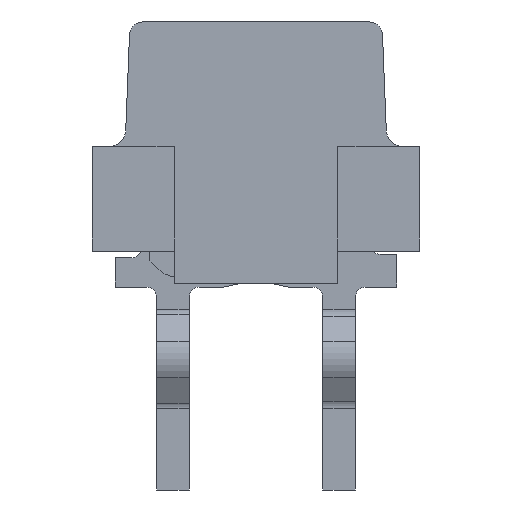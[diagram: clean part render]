
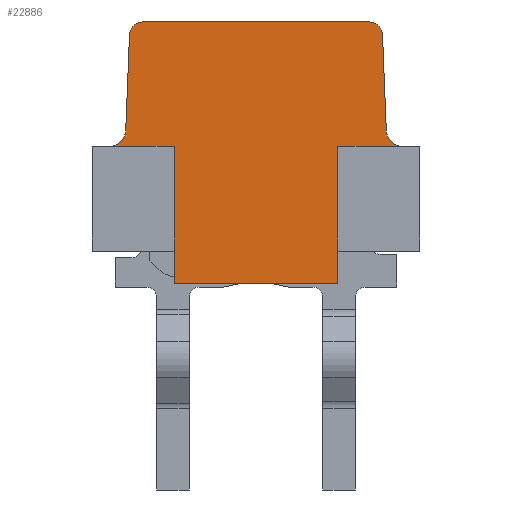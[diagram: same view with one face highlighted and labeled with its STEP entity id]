
A CAD part, left-side view. The second image highlights one B-rep face of the part: STEP entity #22886.
In plain terms, the highlighted planar face has unit normal (-1, 0, 0).
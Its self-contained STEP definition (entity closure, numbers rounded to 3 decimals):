
#4455=DIRECTION('',(0.,0.,-1.));
#4456=VECTOR('',#4455,0.5);
#4457=CARTESIAN_POINT('',(-7.84,1.25,-3.5));
#4458=LINE('',#4457,#4456);
#4663=DIRECTION('',(0.,-1.,0.));
#4664=VECTOR('',#4663,2.5);
#4665=CARTESIAN_POINT('',(-7.84,1.25,-4.));
#4666=LINE('',#4665,#4664);
#5751=DIRECTION('',(0.,0.,-1.));
#5752=VECTOR('',#5751,0.5);
#5753=CARTESIAN_POINT('',(-7.84,-1.25,-3.5));
#5754=LINE('',#5753,#5752);
#5899=CARTESIAN_POINT('',(-7.84,1.733,-0.2));
#5900=DIRECTION('',(-1.,0.,0.));
#5901=DIRECTION('',(0.,0.,1.));
#5902=AXIS2_PLACEMENT_3D('',#5899,#5900,#5901);
#5904=DIRECTION('',(0.,1.,0.));
#5905=VECTOR('',#5904,3.465);
#5906=CARTESIAN_POINT('',(-7.84,-1.733,0.));
#5907=LINE('',#5906,#5905);
#5908=CARTESIAN_POINT('',(-7.84,-1.733,-0.2));
#5909=DIRECTION('',(-1.,0.,0.));
#5910=DIRECTION('',(0.,-0.999,0.039));
#5911=AXIS2_PLACEMENT_3D('',#5908,#5909,#5910);
#5913=DIRECTION('',(0.,0.039,0.999));
#5914=VECTOR('',#5913,1.469);
#5915=CARTESIAN_POINT('',(-7.84,-1.991,-1.66));
#5916=LINE('',#5915,#5914);
#5917=DIRECTION('',(0.,1.,0.));
#5918=VECTOR('',#5917,0.99);
#5919=CARTESIAN_POINT('',(-7.84,-2.24,-1.9));
#5920=LINE('',#5919,#5918);
#5921=DIRECTION('',(0.,0.,-1.));
#5922=VECTOR('',#5921,1.6);
#5923=CARTESIAN_POINT('',(-7.84,-1.25,-1.9));
#5924=LINE('',#5923,#5922);
#5925=DIRECTION('',(0.,1.,0.));
#5926=VECTOR('',#5925,0.99);
#5927=CARTESIAN_POINT('',(-7.84,1.25,-1.9));
#5928=LINE('',#5927,#5926);
#5929=DIRECTION('',(0.,0.039,-0.999));
#5930=VECTOR('',#5929,1.469);
#5931=CARTESIAN_POINT('',(-7.84,1.933,-0.192));
#5932=LINE('',#5931,#5930);
#5979=CARTESIAN_POINT('',(-7.84,2.24,-1.65));
#5980=DIRECTION('',(1.,0.,0.));
#5981=DIRECTION('',(0.,-0.999,-0.039));
#5982=AXIS2_PLACEMENT_3D('',#5979,#5980,#5981);
#6042=CARTESIAN_POINT('',(-7.84,-2.24,-1.65));
#6043=DIRECTION('',(1.,0.,0.));
#6044=DIRECTION('',(0.,0.,-1.));
#6045=AXIS2_PLACEMENT_3D('',#6042,#6043,#6044);
#6091=DIRECTION('',(0.,0.,-1.));
#6092=VECTOR('',#6091,1.6);
#6093=CARTESIAN_POINT('',(-7.84,1.25,-1.9));
#6094=LINE('',#6093,#6092);
#12519=CARTESIAN_POINT('',(-7.84,1.25,-4.));
#12520=CARTESIAN_POINT('',(-7.84,-1.25,-4.));
#12521=VERTEX_POINT('',#12519);
#12522=VERTEX_POINT('',#12520);
#15136=CARTESIAN_POINT('',(-7.84,-1.25,-3.5));
#15138=VERTEX_POINT('',#15136);
#15140=CARTESIAN_POINT('',(-7.84,1.25,-3.5));
#15142=VERTEX_POINT('',#15140);
#15159=CARTESIAN_POINT('',(-7.84,-1.25,-1.9));
#15160=VERTEX_POINT('',#15159);
#15161=CARTESIAN_POINT('',(-7.84,1.25,-1.9));
#15162=VERTEX_POINT('',#15161);
#15168=CARTESIAN_POINT('',(-7.84,-1.991,-1.66));
#15170=VERTEX_POINT('',#15168);
#15172=CARTESIAN_POINT('',(-7.84,-2.24,-1.9));
#15174=VERTEX_POINT('',#15172);
#15175=CARTESIAN_POINT('',(-7.84,1.991,-1.66));
#15177=VERTEX_POINT('',#15175);
#15179=CARTESIAN_POINT('',(-7.84,2.24,-1.9));
#15181=VERTEX_POINT('',#15179);
#15187=CARTESIAN_POINT('',(-7.84,1.733,0.));
#15188=VERTEX_POINT('',#15187);
#15189=CARTESIAN_POINT('',(-7.84,1.933,-0.192));
#15190=VERTEX_POINT('',#15189);
#15195=CARTESIAN_POINT('',(-7.84,-1.933,-0.192));
#15196=VERTEX_POINT('',#15195);
#15197=CARTESIAN_POINT('',(-7.84,-1.733,0.));
#15198=VERTEX_POINT('',#15197);
#22855=CARTESIAN_POINT('',(-7.84,0.,-4.));
#22856=DIRECTION('',(-1.,0.,0.));
#22857=DIRECTION('',(0.,-1.,0.));
#22858=AXIS2_PLACEMENT_3D('',#22855,#22856,#22857);
#22859=PLANE('',#22858);
#22861=ORIENTED_EDGE('',*,*,#22860,.F.);
#22862=ORIENTED_EDGE('',*,*,#16943,.F.);
#22864=ORIENTED_EDGE('',*,*,#22863,.F.);
#22866=ORIENTED_EDGE('',*,*,#22865,.F.);
#22868=ORIENTED_EDGE('',*,*,#22867,.F.);
#22870=ORIENTED_EDGE('',*,*,#22869,.T.);
#22872=ORIENTED_EDGE('',*,*,#22871,.T.);
#22873=ORIENTED_EDGE('',*,*,#22670,.T.);
#22874=ORIENTED_EDGE('',*,*,#21289,.F.);
#22875=ORIENTED_EDGE('',*,*,#21047,.F.);
#22877=ORIENTED_EDGE('',*,*,#22876,.F.);
#22879=ORIENTED_EDGE('',*,*,#22878,.T.);
#22881=ORIENTED_EDGE('',*,*,#22880,.F.);
#22883=ORIENTED_EDGE('',*,*,#22882,.F.);
#22884=EDGE_LOOP('',(#22861,#22862,#22864,#22866,#22868,#22870,#22872,#22873,
#22874,#22875,#22877,#22879,#22881,#22883));
#22885=FACE_OUTER_BOUND('',#22884,.F.);
#5903=CIRCLE('',#5902,0.2);
#5912=CIRCLE('',#5911,0.2);
#5983=CIRCLE('',#5982,0.25);
#6046=CIRCLE('',#6045,0.25);
#16943=EDGE_CURVE('',#15198,#15188,#5907,.T.);
#21047=EDGE_CURVE('',#15142,#12521,#4458,.T.);
#21289=EDGE_CURVE('',#12521,#12522,#4666,.T.);
#22670=EDGE_CURVE('',#15138,#12522,#5754,.T.);
#22860=EDGE_CURVE('',#15188,#15190,#5903,.T.);
#22863=EDGE_CURVE('',#15196,#15198,#5912,.T.);
#22865=EDGE_CURVE('',#15170,#15196,#5916,.T.);
#22867=EDGE_CURVE('',#15174,#15170,#6046,.T.);
#22869=EDGE_CURVE('',#15174,#15160,#5920,.T.);
#22871=EDGE_CURVE('',#15160,#15138,#5924,.T.);
#22876=EDGE_CURVE('',#15162,#15142,#6094,.T.);
#22878=EDGE_CURVE('',#15162,#15181,#5928,.T.);
#22880=EDGE_CURVE('',#15177,#15181,#5983,.T.);
#22882=EDGE_CURVE('',#15190,#15177,#5932,.T.);
#22886=ADVANCED_FACE('',(#22885),#22859,.T.);
